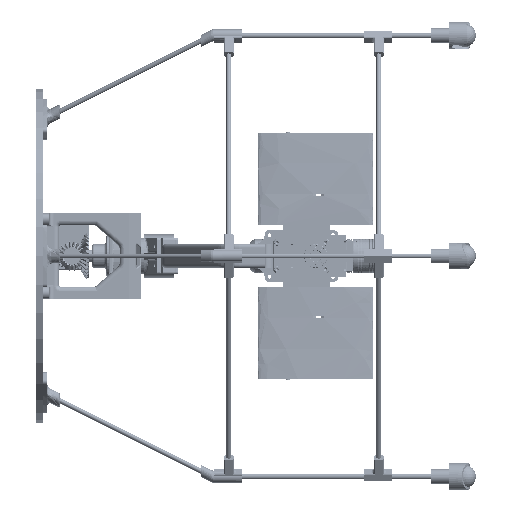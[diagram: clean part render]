
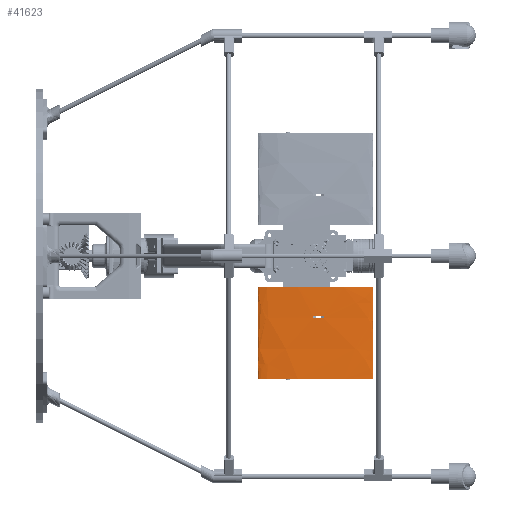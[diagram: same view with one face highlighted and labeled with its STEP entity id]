
A CAD part, left-side view. The second image highlights one B-rep face of the part: STEP entity #41623.
In plain terms, the highlighted free-form (B-spline) face has degree [4, 1] with [5, 2] control points.
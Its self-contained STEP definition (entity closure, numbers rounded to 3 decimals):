
#14182 = CARTESIAN_POINT ( 'NONE',  ( 2.65, -27.46, -14.6 ) ) ;
#16534 = FACE_BOUND ( 'NONE', #89438, .T. ) ;
#16973 = VERTEX_POINT ( 'NONE', #114284 ) ;
#18271 = EDGE_CURVE ( 'NONE', #112006, #141293, #94061, .T. ) ;
#21982 = CARTESIAN_POINT ( 'NONE',  ( 2.803, -20.675, 38. ) ) ;
#22025 = CARTESIAN_POINT ( 'NONE',  ( 0., -70., 38. ) ) ;
#22645 = CARTESIAN_POINT ( 'NONE',  ( 2.934, 24.804, 38. ) ) ;
#24706 = CARTESIAN_POINT ( 'NONE',  ( 0., -70., 38. ) ) ;
#25698 = CARTESIAN_POINT ( 'NONE',  ( 4.732, 7.523, -38. ) ) ;
#31886 = DIRECTION ( 'NONE',  ( 0., 0., -1. ) ) ;
#32981 = CARTESIAN_POINT ( 'NONE',  ( 0., -70., 38. ) ) ;
#35619 = ORIENTED_EDGE ( 'NONE', *, *, #84985, .T. ) ;
#37009 = CARTESIAN_POINT ( 'NONE',  ( 1.704, -70.535, -38. ) ) ;
#38410 = ORIENTED_EDGE ( 'NONE', *, *, #71479, .F. ) ;
#38923 = B_SPLINE_CURVE_WITH_KNOTS ( 'NONE', 4,
 ( #123570, #165321, #135420, #164699, #52466 ),
 .UNSPECIFIED., .F., .F.,
 ( 5, 5 ),
 ( 0., 1. ),
 .UNSPECIFIED. ) ;
#39673 = EDGE_CURVE ( 'NONE', #57861, #82262, #97640, .T. ) ;
#40212 = ORIENTED_EDGE ( 'NONE', *, *, #60090, .F. ) ;
#40463 = CARTESIAN_POINT ( 'NONE',  ( 2.65, -27.46, -12.6 ) ) ;
#41623 = ADVANCED_FACE ( 'NONE', ( #16534, #143743 ), #152632, .F. ) ;
#42231 = CARTESIAN_POINT ( 'NONE',  ( 2.586, -29.744, -14.6 ) ) ;
#43089 = VERTEX_POINT ( 'NONE', #60800 ) ;
#43286 = CARTESIAN_POINT ( 'NONE',  ( 2.709, -25.177, -12.6 ) ) ;
#44404 = B_SPLINE_CURVE_WITH_KNOTS ( 'NONE', 4,
 ( #54397, #153585, #25698, #167864, #123671 ),
 .UNSPECIFIED., .F., .F.,
 ( 5, 5 ),
 ( 0., 1. ),
 .UNSPECIFIED. ) ;
#48825 = VERTEX_POINT ( 'NONE', #88556 ) ;
#51930 = CARTESIAN_POINT ( 'NONE',  ( 4.732, 7.523, -38. ) ) ;
#52466 = CARTESIAN_POINT ( 'NONE',  ( 0., 25., 38. ) ) ;
#54397 = CARTESIAN_POINT ( 'NONE',  ( 0., -70., -38. ) ) ;
#57861 = VERTEX_POINT ( 'NONE', #32981 ) ;
#60090 = EDGE_CURVE ( 'NONE', #112006, #16973, #62149, .T. ) ;
#60800 = CARTESIAN_POINT ( 'NONE',  ( 0., 25., -38. ) ) ;
#61683 = CARTESIAN_POINT ( 'NONE',  ( 2.586, -29.744, 38. ) ) ;
#62149 = B_SPLINE_CURVE_WITH_KNOTS ( 'NONE', 4,
 ( #42231, #14182, #84663, #170569, #101444 ),
 .UNSPECIFIED., .F., .F.,
 ( 5, 5 ),
 ( 0.378, 0.437 ),
 .UNSPECIFIED. ) ;
#69136 = CARTESIAN_POINT ( 'NONE',  ( 2.759, -22.912, -12.6 ) ) ;
#71479 = EDGE_CURVE ( 'NONE', #57861, #48825, #38923, .T. ) ;
#78258 = CARTESIAN_POINT ( 'NONE',  ( 2.586, -29.744, -12.6 ) ) ;
#80071 = ORIENTED_EDGE ( 'NONE', *, *, #88792, .T. ) ;
#82262 = VERTEX_POINT ( 'NONE', #82645 ) ;
#82645 = CARTESIAN_POINT ( 'NONE',  ( 0., -70., -38. ) ) ;
#82698 = ORIENTED_EDGE ( 'NONE', *, *, #153727, .T. ) ;
#84663 = CARTESIAN_POINT ( 'NONE',  ( 2.709, -25.177, -14.6 ) ) ;
#84985 = EDGE_CURVE ( 'NONE', #82262, #43089, #44404, .T. ) ;
#85339 = CARTESIAN_POINT ( 'NONE',  ( 2.586, -29.744, -12.6 ) ) ;
#87920 = LINE ( 'NONE', #97388, #136960 ) ;
#88556 = CARTESIAN_POINT ( 'NONE',  ( 0., 25., 38. ) ) ;
#88792 = EDGE_CURVE ( 'NONE', #141293, #126067, #94875, .T. ) ;
#89438 = EDGE_LOOP ( 'NONE', ( #93956, #80071, #82698, #40212 ) ) ;
#93956 = ORIENTED_EDGE ( 'NONE', *, *, #18271, .T. ) ;
#94061 = LINE ( 'NONE', #61683, #107405 ) ;
#94875 = B_SPLINE_CURVE_WITH_KNOTS ( 'NONE', 4,
 ( #85339, #40463, #43286, #69136, #168826 ),
 .UNSPECIFIED., .F., .F.,
 ( 5, 5 ),
 ( 0.378, 0.437 ),
 .UNSPECIFIED. ) ;
#97388 = CARTESIAN_POINT ( 'NONE',  ( 0., 25., 38. ) ) ;
#97640 = LINE ( 'NONE', #24706, #133350 ) ;
#101444 = CARTESIAN_POINT ( 'NONE',  ( 2.803, -20.675, -14.6 ) ) ;
#104838 = EDGE_LOOP ( 'NONE', ( #35619, #156122, #38410, #168627 ) ) ;
#105972 = DIRECTION ( 'NONE',  ( 0., 0., 1. ) ) ;
#107405 = VECTOR ( 'NONE', #105972, 1000. ) ;
#108056 = CARTESIAN_POINT ( 'NONE',  ( 1.704, -70.535, 38. ) ) ;
#111009 = LINE ( 'NONE', #21982, #166812 ) ;
#112006 = VERTEX_POINT ( 'NONE', #144838 ) ;
#114284 = CARTESIAN_POINT ( 'NONE',  ( 2.803, -20.675, -14.6 ) ) ;
#120629 = CARTESIAN_POINT ( 'NONE',  ( 2.803, -20.675, -12.6 ) ) ;
#123570 = CARTESIAN_POINT ( 'NONE',  ( 0., -70., 38. ) ) ;
#123671 = CARTESIAN_POINT ( 'NONE',  ( 0., 25., -38. ) ) ;
#126067 = VERTEX_POINT ( 'NONE', #120629 ) ;
#133350 = VECTOR ( 'NONE', #138818, 1000. ) ;
#135420 = CARTESIAN_POINT ( 'NONE',  ( 4.732, 7.523, 38. ) ) ;
#136960 = VECTOR ( 'NONE', #159545, 1000. ) ;
#137333 = CARTESIAN_POINT ( 'NONE',  ( 4.732, 7.523, 38. ) ) ;
#138818 = DIRECTION ( 'NONE',  ( 0., 0., -1. ) ) ;
#141293 = VERTEX_POINT ( 'NONE', #78258 ) ;
#143743 = FACE_OUTER_BOUND ( 'NONE', #104838, .T. ) ;
#144838 = CARTESIAN_POINT ( 'NONE',  ( 2.586, -29.744, -14.6 ) ) ;
#148609 = EDGE_CURVE ( 'NONE', #48825, #43089, #87920, .T. ) ;
#151723 = CARTESIAN_POINT ( 'NONE',  ( 0., 25., 38. ) ) ;
#152632 = B_SPLINE_SURFACE_WITH_KNOTS ( 'NONE', 4, 1, ( 
 ( #22025, #179072 ),
 ( #108056, #37009 ),
 ( #137333, #51930 ),
 ( #22645, #165378 ),
 ( #151723, #165981 ) ),
 .UNSPECIFIED., .F., .F., .F.,
 ( 5, 5 ),
 ( 2, 2 ),
 ( 0., 1. ),
 ( 0., 1. ),
 .UNSPECIFIED. ) ;
#153585 = CARTESIAN_POINT ( 'NONE',  ( 1.704, -70.535, -38. ) ) ;
#153727 = EDGE_CURVE ( 'NONE', #126067, #16973, #111009, .T. ) ;
#156122 = ORIENTED_EDGE ( 'NONE', *, *, #148609, .F. ) ;
#159545 = DIRECTION ( 'NONE',  ( 0., 0., -1. ) ) ;
#164699 = CARTESIAN_POINT ( 'NONE',  ( 2.934, 24.804, 38. ) ) ;
#165321 = CARTESIAN_POINT ( 'NONE',  ( 1.704, -70.535, 38. ) ) ;
#165378 = CARTESIAN_POINT ( 'NONE',  ( 2.934, 24.804, -38. ) ) ;
#165981 = CARTESIAN_POINT ( 'NONE',  ( 0., 25., -38. ) ) ;
#166812 = VECTOR ( 'NONE', #31886, 1000. ) ;
#167864 = CARTESIAN_POINT ( 'NONE',  ( 2.934, 24.804, -38. ) ) ;
#168627 = ORIENTED_EDGE ( 'NONE', *, *, #39673, .T. ) ;
#168826 = CARTESIAN_POINT ( 'NONE',  ( 2.803, -20.675, -12.6 ) ) ;
#170569 = CARTESIAN_POINT ( 'NONE',  ( 2.759, -22.912, -14.6 ) ) ;
#179072 = CARTESIAN_POINT ( 'NONE',  ( 0., -70., -38. ) ) ;
